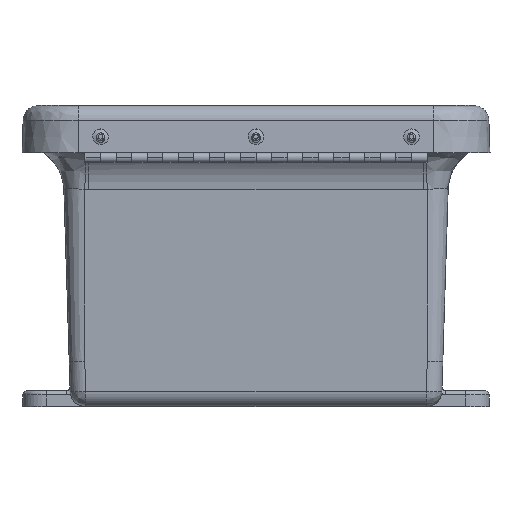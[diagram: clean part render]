
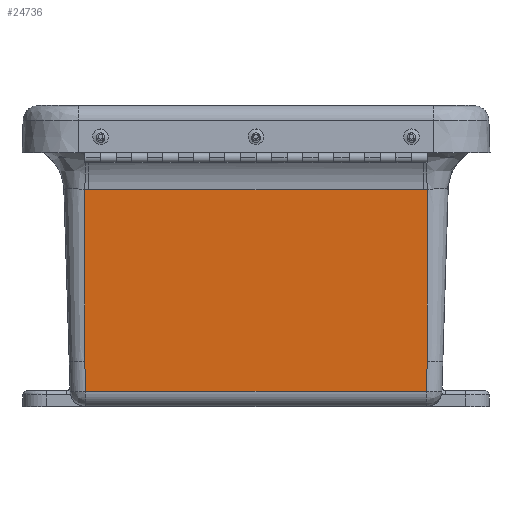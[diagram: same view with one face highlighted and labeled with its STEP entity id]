
A CAD part, left-side view. The second image highlights one B-rep face of the part: STEP entity #24736.
In plain terms, the highlighted planar face has unit normal (-1, 0, -0.031).
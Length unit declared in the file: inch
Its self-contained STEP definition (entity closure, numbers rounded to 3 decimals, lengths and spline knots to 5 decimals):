
#309 = VERTEX_POINT ( 'NONE', #6575 ) ;
#1735 = VECTOR ( 'NONE', #32068, 39.37008 ) ;
#3362 = CARTESIAN_POINT ( 'NONE',  ( -3.11769, 2.75355, -0.00391 ) ) ;
#3559 = EDGE_CURVE ( 'NONE', #15374, #8486, #20645, .T. ) ;
#4886 = CARTESIAN_POINT ( 'NONE',  ( -2.98011, 0., -4.38285 ) ) ;
#4995 = LINE ( 'NONE', #17779, #26185 ) ;
#5313 = CARTESIAN_POINT ( 'NONE',  ( -3.08204, -2.75355, -1.13866 ) ) ;
#5657 = VECTOR ( 'NONE', #10126, 39.37008 ) ;
#5789 = CARTESIAN_POINT ( 'NONE',  ( -2.99543, -2.75355, -3.89539 ) ) ;
#5811 = VERTEX_POINT ( 'NONE', #18908 ) ;
#6575 = CARTESIAN_POINT ( 'NONE',  ( -2.98011, 2.73824, -4.38285 ) ) ;
#7116 = CARTESIAN_POINT ( 'NONE',  ( -2.99543, 2.75355, -3.89539 ) ) ;
#7413 = AXIS2_PLACEMENT_3D ( 'NONE', #3362, #8974, #11745 ) ;
#7589 = EDGE_CURVE ( 'NONE', #34207, #309, #22343, .T. ) ;
#7952 = EDGE_CURVE ( 'NONE', #25615, #309, #12316, .T. ) ;
#8465 = CARTESIAN_POINT ( 'NONE',  ( -3.082, 2.71036, -1.13991 ) ) ;
#8486 = VERTEX_POINT ( 'NONE', #13529 ) ;
#8957 = EDGE_CURVE ( 'NONE', #5811, #34207, #18378, .T. ) ;
#8974 = DIRECTION ( 'NONE',  ( -1., 0., -0.031 ) ) ;
#10126 = DIRECTION ( 'NONE',  ( 0., 1., 0. ) ) ;
#10145 = DIRECTION ( 'NONE',  ( -0.031, -0.031, 0.999 ) ) ;
#10669 = CARTESIAN_POINT ( 'NONE',  ( -3.08201, -2.73195, -1.13949 ) ) ;
#10851 = LINE ( 'NONE', #21003, #24097 ) ;
#10906 = EDGE_CURVE ( 'NONE', #5811, #19598, #21561, .T. ) ;
#11181 = ORIENTED_EDGE ( 'NONE', *, *, #7952, .F. ) ;
#11745 = DIRECTION ( 'NONE',  ( 0.031, 0., -1. ) ) ;
#12129 = DIRECTION ( 'NONE',  ( -0.031, 0., 1. ) ) ;
#12214 = EDGE_LOOP ( 'NONE', ( #21041, #15997, #24714, #16281, #26773, #13653, #28188, #11181 ) ) ;
#12274 = EDGE_CURVE ( 'NONE', #33779, #8486, #12434, .T. ) ;
#12316 = LINE ( 'NONE', #4886, #5657 ) ;
#12434 = LINE ( 'NONE', #17332, #22401 ) ;
#13369 = CARTESIAN_POINT ( 'NONE',  ( -3.11769, 2.75355, -0.00391 ) ) ;
#13529 = CARTESIAN_POINT ( 'NONE',  ( -3.08204, -2.75355, -1.13866 ) ) ;
#13653 = ORIENTED_EDGE ( 'NONE', *, *, #8957, .T. ) ;
#15374 = VERTEX_POINT ( 'NONE', #23384 ) ;
#15997 = ORIENTED_EDGE ( 'NONE', *, *, #12274, .T. ) ;
#16281 = ORIENTED_EDGE ( 'NONE', *, *, #17196, .T. ) ;
#16653 = CARTESIAN_POINT ( 'NONE',  ( -3.08201, 2.73197, -1.13949 ) ) ;
#17196 = EDGE_CURVE ( 'NONE', #15374, #19598, #10851, .T. ) ;
#17332 = CARTESIAN_POINT ( 'NONE',  ( -3.11769, -2.75355, -0.00391 ) ) ;
#17775 = VECTOR ( 'NONE', #22813, 39.37008 ) ;
#17779 = CARTESIAN_POINT ( 'NONE',  ( -2.98011, -2.73824, -4.38285 ) ) ;
#18082 = DIRECTION ( 'NONE',  ( 0., 1., 0. ) ) ;
#18378 = LINE ( 'NONE', #13369, #1735 ) ;
#18908 = CARTESIAN_POINT ( 'NONE',  ( -3.08204, 2.75355, -1.13866 ) ) ;
#19598 = VERTEX_POINT ( 'NONE', #32266 ) ;
#20645 = B_SPLINE_CURVE_WITH_KNOTS ( 'NONE', 3,
 ( #32250, #27017, #10669, #5313 ),
 .UNSPECIFIED., .F., .F.,
 ( 4, 4 ),
 ( 0., 1. ),
 .UNSPECIFIED. ) ;
#21003 = CARTESIAN_POINT ( 'NONE',  ( -3.082, 2.75355, -1.13991 ) ) ;
#21041 = ORIENTED_EDGE ( 'NONE', *, *, #30999, .T. ) ;
#21561 = B_SPLINE_CURVE_WITH_KNOTS ( 'NONE', 3,
 ( #29599, #16653, #8465, #33176 ),
 .UNSPECIFIED., .F., .F.,
 ( 4, 4 ),
 ( 0., 1. ),
 .UNSPECIFIED. ) ;
#22343 = LINE ( 'NONE', #7116, #17775 ) ;
#22401 = VECTOR ( 'NONE', #12129, 39.37008 ) ;
#22813 = DIRECTION ( 'NONE',  ( 0.031, -0.031, -0.999 ) ) ;
#23384 = CARTESIAN_POINT ( 'NONE',  ( -3.082, -2.68875, -1.13991 ) ) ;
#24097 = VECTOR ( 'NONE', #18082, 39.37008 ) ;
#24714 = ORIENTED_EDGE ( 'NONE', *, *, #3559, .F. ) ;
#24736 = ADVANCED_FACE ( 'NONE', ( #27320 ), #32524, .T. ) ;
#25609 = CARTESIAN_POINT ( 'NONE',  ( -2.99543, 2.75355, -3.89539 ) ) ;
#25615 = VERTEX_POINT ( 'NONE', #27983 ) ;
#26185 = VECTOR ( 'NONE', #10145, 39.37008 ) ;
#26773 = ORIENTED_EDGE ( 'NONE', *, *, #10906, .F. ) ;
#27017 = CARTESIAN_POINT ( 'NONE',  ( -3.082, -2.71034, -1.13991 ) ) ;
#27320 = FACE_OUTER_BOUND ( 'NONE', #12214, .T. ) ;
#27983 = CARTESIAN_POINT ( 'NONE',  ( -2.98011, -2.73824, -4.38285 ) ) ;
#28188 = ORIENTED_EDGE ( 'NONE', *, *, #7589, .T. ) ;
#29599 = CARTESIAN_POINT ( 'NONE',  ( -3.08204, 2.75355, -1.13866 ) ) ;
#30999 = EDGE_CURVE ( 'NONE', #25615, #33779, #4995, .T. ) ;
#32068 = DIRECTION ( 'NONE',  ( 0.031, 0., -1. ) ) ;
#32250 = CARTESIAN_POINT ( 'NONE',  ( -3.082, -2.68875, -1.13991 ) ) ;
#32266 = CARTESIAN_POINT ( 'NONE',  ( -3.082, 2.68875, -1.13991 ) ) ;
#32524 = PLANE ( 'NONE',  #7413 ) ;
#33176 = CARTESIAN_POINT ( 'NONE',  ( -3.082, 2.68875, -1.13991 ) ) ;
#33779 = VERTEX_POINT ( 'NONE', #5789 ) ;
#34207 = VERTEX_POINT ( 'NONE', #25609 ) ;
